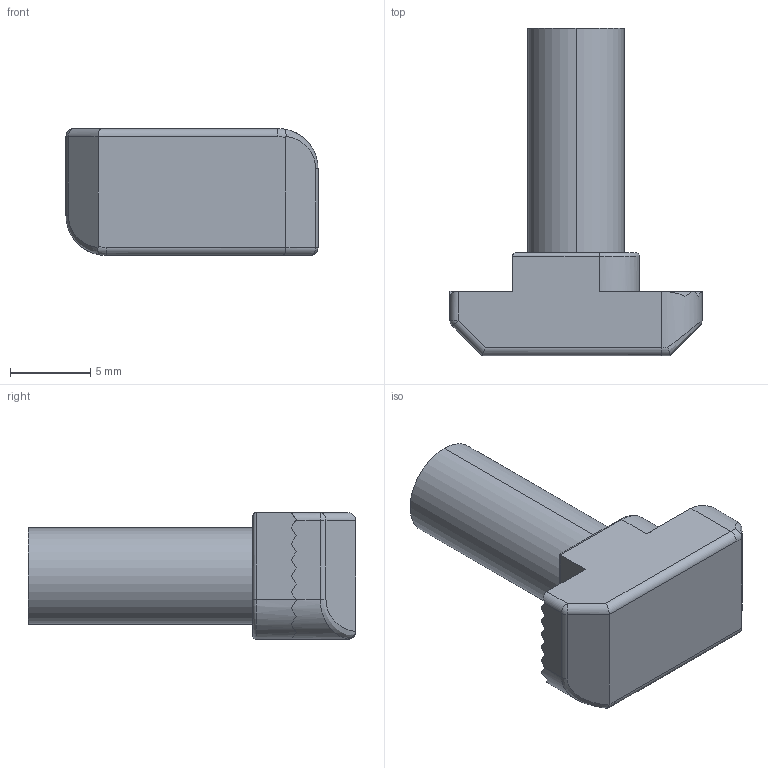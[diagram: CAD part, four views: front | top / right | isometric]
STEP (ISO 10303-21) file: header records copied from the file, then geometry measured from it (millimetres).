
FILE_DESCRIPTION (( 'STEP AP214' ), '1' );
FILE_NAME ('A252 Ò-áîëò Ì6õ16, ïàç 8.STEP', '2021-08-02T11:22:27', ( 'Ïîëüçîâàòåëü Windows' ), ( '' ), 'SwSTEP 2.0', 'SolidWorks 2021', '' );
FILE_SCHEMA (( 'AUTOMOTIVE_DESIGN' ));
Length unit declared in the file: millimetre
Products named in the file (1): A252 Ò-áîëò Ì6õ16, ïàç 8
Bounding box: 15.7 x 20.4 x 7.9 mm (x, y, z)
Volume: 986.2 mm3; surface area: 735.7 mm2
Topology: 1 solids, 1 shells, 83 faces, 223 edges, 142 vertices
Faces by surface type: plane 57, cylinder 18, torus 4, sphere 2, bspline 2
Entity records: 2660 total; most frequent: CARTESIAN_POINT 630, ORIENTED_EDGE 444, DIRECTION 380, EDGE_CURVE 222, VECTOR 148, LINE 148, VERTEX_POINT 142, AXIS2_PLACEMENT_3D 116
